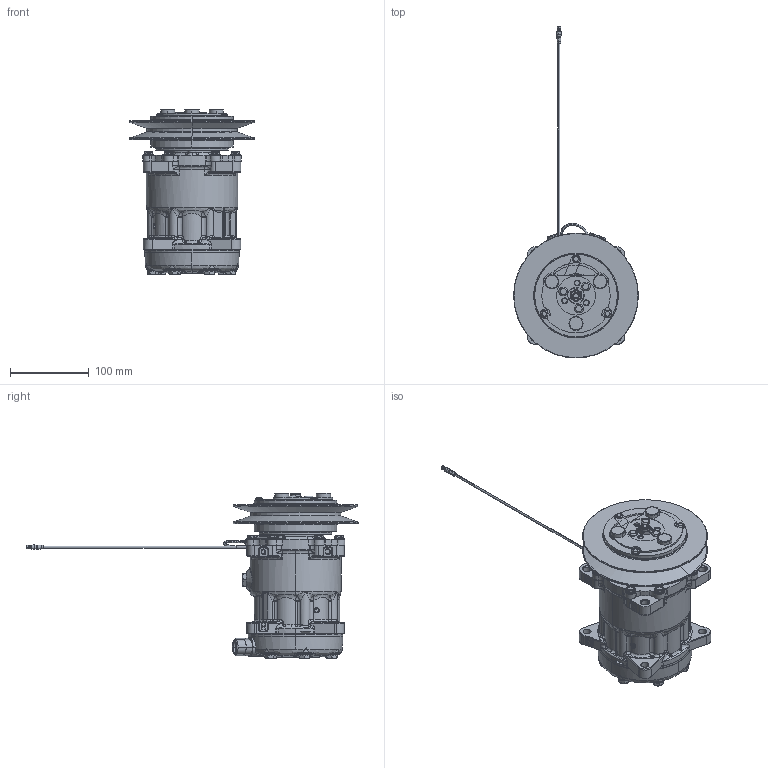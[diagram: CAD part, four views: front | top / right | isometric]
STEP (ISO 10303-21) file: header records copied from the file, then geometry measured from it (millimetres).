
FILE_DESCRIPTION (( 'STEP AP203' ), '1' );
FILE_NAME ('SANDEN_4745_REV_E_COMPR_AC.STEP', '2009-08-17T18:58:19', ( '' ), ( '' ), 'SwSTEP 2.0', 'SolidWorks 2007', '' );
FILE_SCHEMA (( 'CONFIG_CONTROL_DESIGN' ));
Length unit declared in the file: millimetre
Products named in the file (1): SANDEN_4745_REV_E_COMPR_AC
Bounding box: 158.7 x 422.25 x 210.74 mm (x, y, z)
Volume: 2171980.9 mm3; surface area: 252343.4 mm2
Topology: 1 solids, 10 shells, 2198 faces, 5528 edges, 3385 vertices
Faces by surface type: cylinder 663, bspline 656, plane 578, cone 249, torus 49, sphere 3
Entity records: 127751 total; most frequent: CARTESIAN_POINT 80478, ORIENTED_EDGE 10958, DIRECTION 8330, EDGE_CURVE 5479, VERTEX_POINT 3381, AXIS2_PLACEMENT_3D 3343, EDGE_LOOP 2368, ADVANCED_FACE 2198
